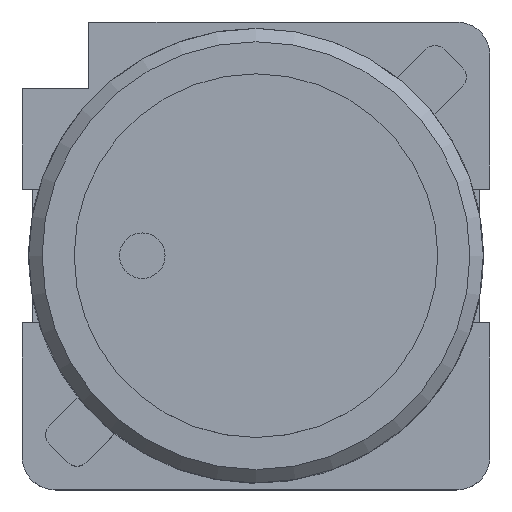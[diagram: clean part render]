
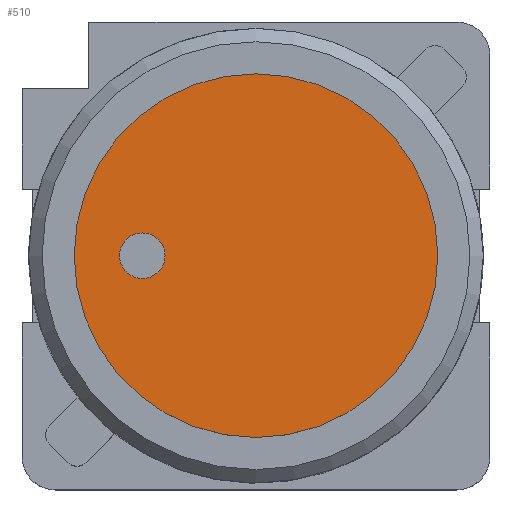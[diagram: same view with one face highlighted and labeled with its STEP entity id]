
A CAD part, top view. The second image highlights one B-rep face of the part: STEP entity #510.
In plain terms, the highlighted planar face has unit normal (0, 0, 1).
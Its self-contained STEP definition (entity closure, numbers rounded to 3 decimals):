
#13=DIRECTION('',(0.,0.,1.));
#14=DIRECTION('',(1.,0.,-0.));
#33=DIRECTION('',(1.,0.,0.));
#174=VERTEX_POINT('',#175);
#175=CARTESIAN_POINT('',(2.72,0.,3.2));
#178=ORIENTED_EDGE('',*,*,#179,.T.);
#179=EDGE_CURVE('',#174,#174,#180,.T.);
#180=CIRCLE('',#181,2.72);
#181=AXIS2_PLACEMENT_3D('',#182,#13,#33);
#182=CARTESIAN_POINT('',(0.,0.,3.2));
#510=ADVANCED_FACE('',(#511,#513),#522,.T.);
#511=FACE_BOUND('',#512,.T.);
#512=EDGE_LOOP('',(#178));
#513=FACE_BOUND('',#514,.T.);
#514=EDGE_LOOP('',(#515));
#515=ORIENTED_EDGE('',*,*,#516,.F.);
#516=EDGE_CURVE('',#517,#517,#519,.T.);
#517=VERTEX_POINT('',#518);
#518=CARTESIAN_POINT('',(-1.36,0.,3.2));
#519=CIRCLE('',#520,0.34);
#520=AXIS2_PLACEMENT_3D('',#521,#13,#33);
#521=CARTESIAN_POINT('',(-1.7,0.,3.2));
#522=PLANE('',#523);
#523=AXIS2_PLACEMENT_3D('',#524,#13,#14);
#524=CARTESIAN_POINT('',(0.,0.,3.2));
